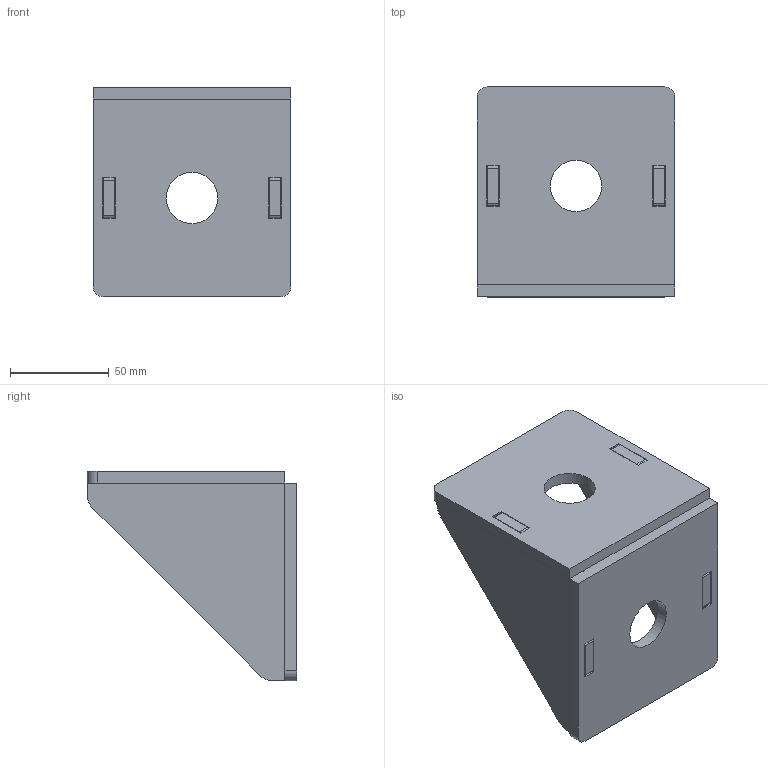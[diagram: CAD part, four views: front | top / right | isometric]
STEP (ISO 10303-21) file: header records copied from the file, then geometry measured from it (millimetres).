
FILE_DESCRIPTION (( 'STEP AP203' ), '1' );
FILE_NAME ('3997-30_REV_.step', '2026-02-22T05:01:35', ( '' ), ( '' ), 'SwSTEP 2.0', 'SolidWorks 2025', '' );
FILE_SCHEMA (( 'CONFIG_CONTROL_DESIGN' ));
Length unit declared in the file: millimetre
Products named in the file (3): 3997-30-15; 3997-30_REV_; 3997-30-20
Assembly tree (4 placements, depth 2):
  3997-30_REV_
    3997-30-15  x2
    3997-30-20  x2
Bounding box: 100 x 106 x 106 mm (x, y, z)
Volume: 184584.7 mm3; surface area: 72967.7 mm2
Topology: 4 solids, 4 shells, 78 faces, 210 edges, 140 vertices
Faces by surface type: plane 58, cylinder 20
Entity records: 1596 total; most frequent: CARTESIAN_POINT 225, DIRECTION 213, ORIENTED_EDGE 210, EDGE_CURVE 105, LINE 81, VECTOR 81, VERTEX_POINT 70, AXIS2_PLACEMENT_3D 66
